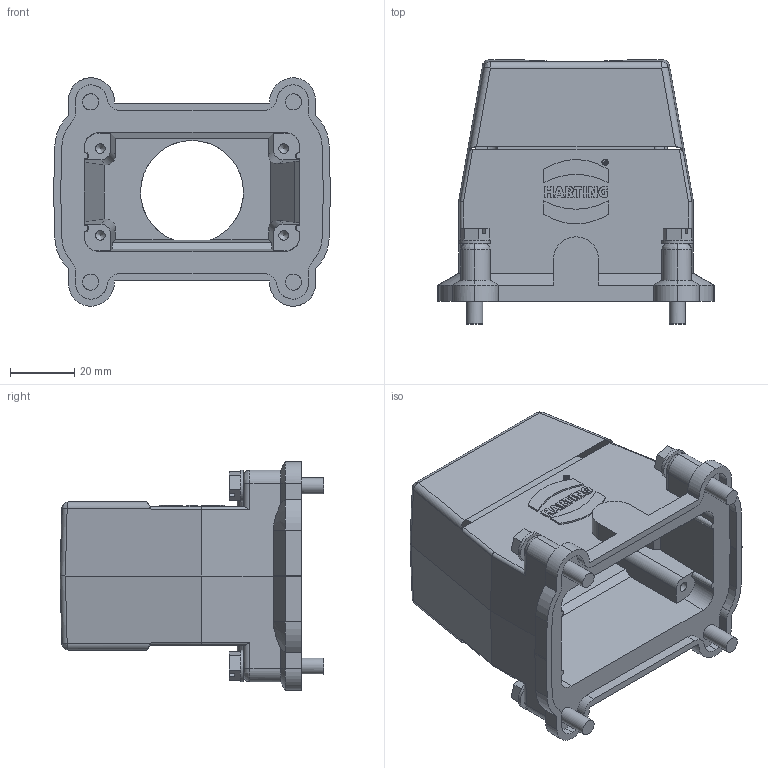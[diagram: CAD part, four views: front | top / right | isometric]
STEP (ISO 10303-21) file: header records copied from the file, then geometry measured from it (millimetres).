
FILE_DESCRIPTION(/* description */ (''),/* implementation_level */ '2;1');
FILE_NAME(/* name */ '100204454ugm000_b.stp',/* time_stamp */ '2017-11-03T16:44:01+01:00',/* author */ (''),/* organization */ (''),/* preprocessor_version */ 'ST-DEVELOPER v16',/* originating_system */ 'SIEMENS PLM Software NX 10.0',/* authorisation */ '');
FILE_SCHEMA (('AUTOMOTIVE_DESIGN { 1 0 10303 214 3 1 1 1 }'));
Length unit declared in the file: millimetre
Products named in the file (1): 100204454ugm000_b
Bounding box: 86 x 82 x 71 mm (x, y, z)
Volume: 93704.2 mm3; surface area: 42606.7 mm2
Topology: 1 solids, 1 shells, 419 faces, 1100 edges, 702 vertices
Faces by surface type: plane 260, cylinder 92, bspline 49, cone 18
Full cylindrical faces by diameter (mm): 1.507 x1, 1.972 x1, 3 x4, 4.45 x4, 5 x8, 5.5 x4, 9.8 x4, 32 x1
Entity records: 16743 total; most frequent: CARTESIAN_POINT 4627, ORIENTED_EDGE 2106, DIRECTION 1841, EDGE_CURVE 1053, LINE 727, VECTOR 727, VERTEX_POINT 698, AXIS2_PLACEMENT_3D 557
